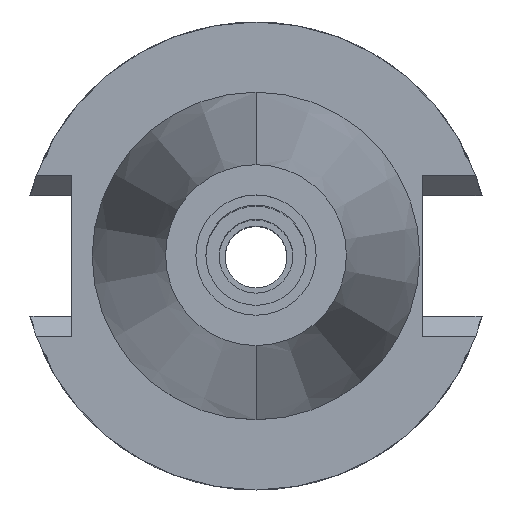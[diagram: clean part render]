
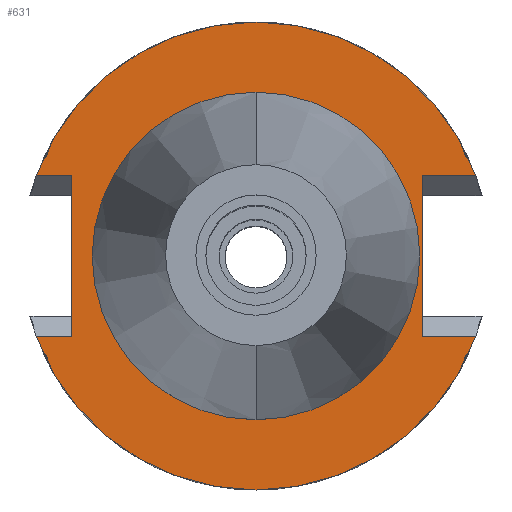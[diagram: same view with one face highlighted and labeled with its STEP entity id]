
A CAD part, top view. The second image highlights one B-rep face of the part: STEP entity #631.
In plain terms, the highlighted planar face has unit normal (0, 0, 1).
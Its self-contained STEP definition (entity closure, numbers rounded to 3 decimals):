
#9 = ORIENTED_EDGE ( 'NONE', *, *, #480, .F. ) ;
#14 = VECTOR ( 'NONE', #367, 1000. ) ;
#52 = LINE ( 'NONE', #1117, #3200 ) ;
#61 = AXIS2_PLACEMENT_3D ( 'NONE', #1425, #2934, #626 ) ;
#189 = CARTESIAN_POINT ( 'NONE',  ( 22.57, 10.89, -1. ) ) ;
#205 = VERTEX_POINT ( 'NONE', #2104 ) ;
#250 = CARTESIAN_POINT ( 'NONE',  ( 0., 22.225, -1. ) ) ;
#255 = DIRECTION ( 'NONE',  ( 0., 1., 0. ) ) ;
#272 = EDGE_CURVE ( 'NONE', #3192, #1249, #2629, .T. ) ;
#274 = DIRECTION ( 'NONE',  ( 0., -1., 0. ) ) ;
#276 = VERTEX_POINT ( 'NONE', #250 ) ;
#367 = DIRECTION ( 'NONE',  ( 1., 0., 0. ) ) ;
#378 = EDGE_CURVE ( 'NONE', #3046, #1249, #2906, .T. ) ;
#423 = DIRECTION ( 'NONE',  ( 0., -1., 0. ) ) ;
#431 = AXIS2_PLACEMENT_3D ( 'NONE', #1125, #2138, #1394 ) ;
#466 = ORIENTED_EDGE ( 'NONE', *, *, #1718, .F. ) ;
#480 = EDGE_CURVE ( 'NONE', #957, #205, #1821, .T. ) ;
#603 = CARTESIAN_POINT ( 'NONE',  ( 29.824, -10.89, -1. ) ) ;
#613 = EDGE_CURVE ( 'NONE', #3192, #2096, #3032, .T. ) ;
#622 = CARTESIAN_POINT ( 'NONE',  ( 29.824, 10.89, -1. ) ) ;
#626 = DIRECTION ( 'NONE',  ( 0., -1., 0. ) ) ;
#631 = ADVANCED_FACE ( 'NONE', ( #1506, #1952 ), #2985, .F. ) ;
#646 = VECTOR ( 'NONE', #1542, 1000. ) ;
#676 = DIRECTION ( 'NONE',  ( 0., 0., -1. ) ) ;
#693 = CARTESIAN_POINT ( 'NONE',  ( 0., -22.225, -1. ) ) ;
#698 = AXIS2_PLACEMENT_3D ( 'NONE', #1206, #676, #423 ) ;
#738 = ORIENTED_EDGE ( 'NONE', *, *, #955, .F. ) ;
#747 = CARTESIAN_POINT ( 'NONE',  ( -24.98, 10.89, -1. ) ) ;
#846 = EDGE_CURVE ( 'NONE', #2096, #957, #1085, .T. ) ;
#866 = EDGE_LOOP ( 'NONE', ( #1063, #466 ) ) ;
#868 = CARTESIAN_POINT ( 'NONE',  ( 22.57, -10.89, -1. ) ) ;
#955 = EDGE_CURVE ( 'NONE', #2228, #3046, #2950, .T. ) ;
#957 = VERTEX_POINT ( 'NONE', #603 ) ;
#979 = CIRCLE ( 'NONE', #1954, 22.225 ) ;
#1016 = DIRECTION ( 'NONE',  ( 0., 0., 1. ) ) ;
#1063 = ORIENTED_EDGE ( 'NONE', *, *, #2107, .F. ) ;
#1085 = LINE ( 'NONE', #868, #14 ) ;
#1117 = CARTESIAN_POINT ( 'NONE',  ( -24.98, -10.89, -1. ) ) ;
#1119 = ORIENTED_EDGE ( 'NONE', *, *, #846, .F. ) ;
#1125 = CARTESIAN_POINT ( 'NONE',  ( 0., 0., -1. ) ) ;
#1152 = CARTESIAN_POINT ( 'NONE',  ( -24.98, -10.89, -1. ) ) ;
#1206 = CARTESIAN_POINT ( 'NONE',  ( 0., 0., -1. ) ) ;
#1249 = VERTEX_POINT ( 'NONE', #622 ) ;
#1351 = DIRECTION ( 'NONE',  ( -1., 0., 0. ) ) ;
#1394 = DIRECTION ( 'NONE',  ( 0., 1., 0. ) ) ;
#1425 = CARTESIAN_POINT ( 'NONE',  ( 0., 0., -1. ) ) ;
#1506 = FACE_OUTER_BOUND ( 'NONE', #2978, .T. ) ;
#1510 = ORIENTED_EDGE ( 'NONE', *, *, #2657, .T. ) ;
#1522 = VECTOR ( 'NONE', #2785, 1000. ) ;
#1531 = LINE ( 'NONE', #2042, #1522 ) ;
#1542 = DIRECTION ( 'NONE',  ( 1., 0., 0. ) ) ;
#1552 = VECTOR ( 'NONE', #1351, 1000. ) ;
#1575 = CARTESIAN_POINT ( 'NONE',  ( 22.57, 10.89, -1. ) ) ;
#1628 = CARTESIAN_POINT ( 'NONE',  ( -29.824, 10.89, -1. ) ) ;
#1718 = EDGE_CURVE ( 'NONE', #3151, #276, #979, .T. ) ;
#1726 = DIRECTION ( 'NONE',  ( 0., -1., 0. ) ) ;
#1821 = CIRCLE ( 'NONE', #61, 31.75 ) ;
#1836 = EDGE_CURVE ( 'NONE', #1935, #205, #52, .T. ) ;
#1935 = VERTEX_POINT ( 'NONE', #1152 ) ;
#1952 = FACE_BOUND ( 'NONE', #866, .T. ) ;
#1954 = AXIS2_PLACEMENT_3D ( 'NONE', #2588, #2050, #274 ) ;
#2042 = CARTESIAN_POINT ( 'NONE',  ( -24.98, 10.89, -1. ) ) ;
#2050 = DIRECTION ( 'NONE',  ( 0., 0., 1. ) ) ;
#2060 = CIRCLE ( 'NONE', #3263, 22.225 ) ;
#2096 = VERTEX_POINT ( 'NONE', #3027 ) ;
#2104 = CARTESIAN_POINT ( 'NONE',  ( -29.824, -10.89, -1. ) ) ;
#2107 = EDGE_CURVE ( 'NONE', #276, #3151, #2060, .T. ) ;
#2138 = DIRECTION ( 'NONE',  ( 0., 0., -1. ) ) ;
#2165 = CARTESIAN_POINT ( 'NONE',  ( -24.98, 10.89, -1. ) ) ;
#2228 = VERTEX_POINT ( 'NONE', #747 ) ;
#2284 = ORIENTED_EDGE ( 'NONE', *, *, #613, .F. ) ;
#2299 = ORIENTED_EDGE ( 'NONE', *, *, #1836, .T. ) ;
#2342 = ORIENTED_EDGE ( 'NONE', *, *, #378, .F. ) ;
#2418 = ORIENTED_EDGE ( 'NONE', *, *, #272, .T. ) ;
#2526 = VECTOR ( 'NONE', #1726, 1000. ) ;
#2588 = CARTESIAN_POINT ( 'NONE',  ( 0., 0., -1. ) ) ;
#2629 = LINE ( 'NONE', #1575, #646 ) ;
#2653 = DIRECTION ( 'NONE',  ( -1., 0., 0. ) ) ;
#2657 = EDGE_CURVE ( 'NONE', #2228, #1935, #1531, .T. ) ;
#2779 = CARTESIAN_POINT ( 'NONE',  ( 22.57, 10.89, -1. ) ) ;
#2785 = DIRECTION ( 'NONE',  ( 0., -1., 0. ) ) ;
#2906 = CIRCLE ( 'NONE', #431, 31.75 ) ;
#2934 = DIRECTION ( 'NONE',  ( 0., 0., -1. ) ) ;
#2950 = LINE ( 'NONE', #2165, #1552 ) ;
#2978 = EDGE_LOOP ( 'NONE', ( #2418, #2342, #738, #1510, #2299, #9, #1119, #2284 ) ) ;
#2985 = PLANE ( 'NONE',  #698 ) ;
#3027 = CARTESIAN_POINT ( 'NONE',  ( 22.57, -10.89, -1. ) ) ;
#3032 = LINE ( 'NONE', #2779, #2526 ) ;
#3041 = CARTESIAN_POINT ( 'NONE',  ( 0., 0., -1. ) ) ;
#3046 = VERTEX_POINT ( 'NONE', #1628 ) ;
#3151 = VERTEX_POINT ( 'NONE', #693 ) ;
#3192 = VERTEX_POINT ( 'NONE', #189 ) ;
#3200 = VECTOR ( 'NONE', #2653, 1000. ) ;
#3263 = AXIS2_PLACEMENT_3D ( 'NONE', #3041, #1016, #255 ) ;
